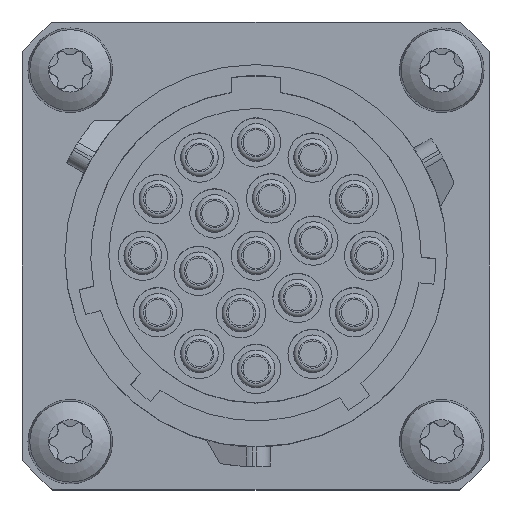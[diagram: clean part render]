
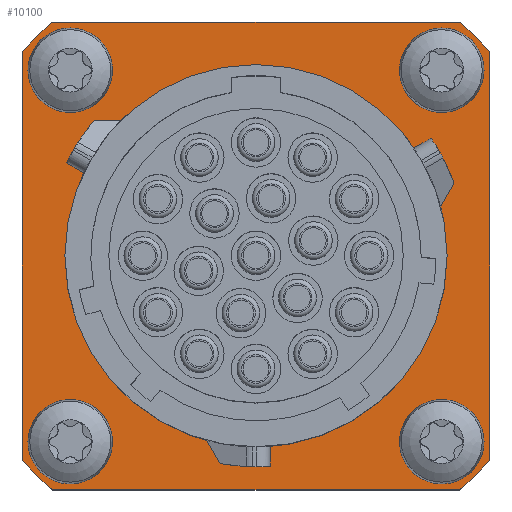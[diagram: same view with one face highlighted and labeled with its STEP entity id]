
A CAD part, top view. The second image highlights one B-rep face of the part: STEP entity #10100.
In plain terms, the highlighted planar face has unit normal (0, 0, 1).
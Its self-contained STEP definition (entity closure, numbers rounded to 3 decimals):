
#452=FACE_BOUND($,#1827,.T.);
#453=FACE_BOUND($,#1828,.T.);
#454=FACE_BOUND($,#1829,.T.);
#455=FACE_BOUND($,#1830,.T.);
#456=FACE_BOUND($,#1831,.T.);
#788=PLANE($,#10905);
#1127=FACE_OUTER_BOUND($,#1826,.T.);
#1826=EDGE_LOOP($,(#7097,#7098,#7099,#7100,#7101,#7102,#7103,#7104));
#1827=EDGE_LOOP($,(#7105));
#1828=EDGE_LOOP($,(#7106));
#1829=EDGE_LOOP($,(#7107));
#1830=EDGE_LOOP($,(#7108));
#1831=EDGE_LOOP($,(#7109));
#2879=LINE($,#15398,#3505);
#2880=LINE($,#15402,#3506);
#2881=LINE($,#15406,#3507);
#2882=LINE($,#15410,#3508);
#3505=VECTOR($,#12185,26.955);
#3506=VECTOR($,#12188,26.955);
#3507=VECTOR($,#12191,26.955);
#3508=VECTOR($,#12194,26.955);
#4122=CIRCLE($,#10892,12.66);
#4132=CIRCLE($,#10906,20.54);
#4133=CIRCLE($,#10907,20.54);
#4134=CIRCLE($,#10908,20.54);
#4135=CIRCLE($,#10909,20.54);
#4136=CIRCLE($,#10910,1.55);
#4137=CIRCLE($,#10911,1.55);
#4138=CIRCLE($,#10912,1.55);
#4139=CIRCLE($,#10913,1.55);
#4618=VERTEX_POINT($,#15207);
#4649=VERTEX_POINT($,#15396);
#4650=VERTEX_POINT($,#15397);
#4651=VERTEX_POINT($,#15399);
#4652=VERTEX_POINT($,#15401);
#4653=VERTEX_POINT($,#15403);
#4654=VERTEX_POINT($,#15405);
#4655=VERTEX_POINT($,#15407);
#4656=VERTEX_POINT($,#15409);
#4657=VERTEX_POINT($,#15412);
#4658=VERTEX_POINT($,#15414);
#4659=VERTEX_POINT($,#15416);
#4660=VERTEX_POINT($,#15418);
#5656=EDGE_CURVE($,#4618,#4618,#4122,.T.);
#5687=EDGE_CURVE($,#4649,#4650,#2879,.T.);
#5688=EDGE_CURVE($,#4651,#4649,#4132,.T.);
#5689=EDGE_CURVE($,#4652,#4651,#2880,.T.);
#5690=EDGE_CURVE($,#4653,#4652,#4133,.T.);
#5691=EDGE_CURVE($,#4654,#4653,#2881,.T.);
#5692=EDGE_CURVE($,#4655,#4654,#4134,.T.);
#5693=EDGE_CURVE($,#4656,#4655,#2882,.T.);
#5694=EDGE_CURVE($,#4650,#4656,#4135,.T.);
#5695=EDGE_CURVE($,#4657,#4657,#4136,.T.);
#5696=EDGE_CURVE($,#4658,#4658,#4137,.T.);
#5697=EDGE_CURVE($,#4659,#4659,#4138,.T.);
#5698=EDGE_CURVE($,#4660,#4660,#4139,.T.);
#7097=ORIENTED_EDGE($,*,*,#5687,.F.);
#7098=ORIENTED_EDGE($,*,*,#5688,.F.);
#7099=ORIENTED_EDGE($,*,*,#5689,.F.);
#7100=ORIENTED_EDGE($,*,*,#5690,.F.);
#7101=ORIENTED_EDGE($,*,*,#5691,.F.);
#7102=ORIENTED_EDGE($,*,*,#5692,.F.);
#7103=ORIENTED_EDGE($,*,*,#5693,.F.);
#7104=ORIENTED_EDGE($,*,*,#5694,.F.);
#7105=ORIENTED_EDGE($,*,*,#5656,.F.);
#7106=ORIENTED_EDGE($,*,*,#5695,.F.);
#7107=ORIENTED_EDGE($,*,*,#5696,.F.);
#7108=ORIENTED_EDGE($,*,*,#5697,.F.);
#7109=ORIENTED_EDGE($,*,*,#5698,.F.);
#10100=ADVANCED_FACE($,(#1127,#452,#453,#454,#455,#456),#788,.F.);
#10892=AXIS2_PLACEMENT_3D($,#15208,#12151,#12152);
#10905=AXIS2_PLACEMENT_3D($,#15395,#12183,#12184);
#10906=AXIS2_PLACEMENT_3D($,#15400,#12186,#12187);
#10907=AXIS2_PLACEMENT_3D($,#15404,#12189,#12190);
#10908=AXIS2_PLACEMENT_3D($,#15408,#12192,#12193);
#10909=AXIS2_PLACEMENT_3D($,#15411,#12195,#12196);
#10910=AXIS2_PLACEMENT_3D($,#15413,#12197,#12198);
#10911=AXIS2_PLACEMENT_3D($,#15415,#12199,#12200);
#10912=AXIS2_PLACEMENT_3D($,#15417,#12201,#12202);
#10913=AXIS2_PLACEMENT_3D($,#15419,#12203,#12204);
#12151=DIRECTION('center_axis',(0.,0.,1.));
#12152=DIRECTION('ref_axis',(1.,0.,0.));
#12183=DIRECTION('center_axis',(0.,0.,-1.));
#12184=DIRECTION('ref_axis',(-1.,0.,0.));
#12185=DIRECTION($,(1.,0.,0.));
#12186=DIRECTION('center_axis',(0.,0.,-1.));
#12187=DIRECTION('ref_axis',(-0.755,0.656,0.));
#12188=DIRECTION($,(0.,1.,0.));
#12189=DIRECTION('center_axis',(0.,0.,-1.));
#12190=DIRECTION('ref_axis',(-0.656,-0.755,0.));
#12191=DIRECTION($,(-1.,0.,0.));
#12192=DIRECTION('center_axis',(0.,0.,-1.));
#12193=DIRECTION('ref_axis',(0.755,-0.656,0.));
#12194=DIRECTION($,(0.,-1.,0.));
#12195=DIRECTION('center_axis',(0.,0.,-1.));
#12196=DIRECTION('ref_axis',(0.656,0.755,0.));
#12197=DIRECTION('center_axis',(0.,0.,1.));
#12198=DIRECTION('ref_axis',(1.,0.,0.));
#12199=DIRECTION('center_axis',(0.,0.,1.));
#12200=DIRECTION('ref_axis',(1.,0.,0.));
#12201=DIRECTION('center_axis',(0.,0.,1.));
#12202=DIRECTION('ref_axis',(1.,0.,0.));
#12203=DIRECTION('center_axis',(0.,0.,1.));
#12204=DIRECTION('ref_axis',(1.,0.,0.));
#15207=CARTESIAN_POINT('',(-12.666,0.014,21.6));
#15208=CARTESIAN_POINT('Origin',(-0.006,0.014,
21.6));
#15395=CARTESIAN_POINT('Origin',(-0.006,0.014,
21.6));
#15396=CARTESIAN_POINT('',(-13.483,15.514,21.6));
#15397=CARTESIAN_POINT('',(13.472,15.514,21.6));
#15398=CARTESIAN_POINT($,(-13.483,15.514,21.6));
#15399=CARTESIAN_POINT('',(-15.506,13.491,21.6));
#15400=CARTESIAN_POINT('Origin',(-0.006,0.014,
21.6));
#15401=CARTESIAN_POINT('',(-15.506,-13.464,21.6));
#15402=CARTESIAN_POINT($,(-15.506,-13.464,21.6));
#15403=CARTESIAN_POINT('',(-13.483,-15.486,21.6));
#15404=CARTESIAN_POINT('Origin',(-0.006,0.014,
21.6));
#15405=CARTESIAN_POINT('',(13.472,-15.486,21.6));
#15406=CARTESIAN_POINT($,(13.472,-15.486,21.6));
#15407=CARTESIAN_POINT('',(15.494,-13.464,21.6));
#15408=CARTESIAN_POINT('Origin',(-0.006,0.014,
21.6));
#15409=CARTESIAN_POINT('',(15.494,13.491,21.6));
#15410=CARTESIAN_POINT($,(15.494,13.491,21.6));
#15411=CARTESIAN_POINT('Origin',(-0.006,0.014,
21.6));
#15412=CARTESIAN_POINT('',(10.749,12.319,21.6));
#15413=CARTESIAN_POINT('Origin',(12.299,12.319,21.6));
#15414=CARTESIAN_POINT('',(10.749,-12.291,21.6));
#15415=CARTESIAN_POINT('Origin',(12.299,-12.291,21.6));
#15416=CARTESIAN_POINT('',(-13.861,-12.291,21.6));
#15417=CARTESIAN_POINT('Origin',(-12.311,-12.291,21.6));
#15418=CARTESIAN_POINT('',(-13.861,12.319,21.6));
#15419=CARTESIAN_POINT('Origin',(-12.311,12.319,21.6));
